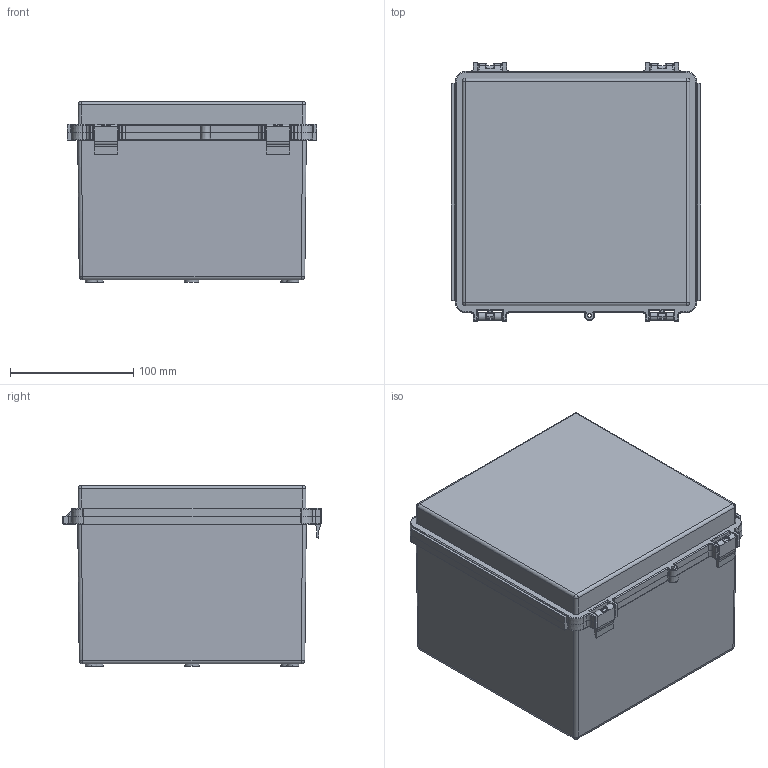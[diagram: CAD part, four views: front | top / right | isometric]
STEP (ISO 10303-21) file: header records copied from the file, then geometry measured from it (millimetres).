
FILE_DESCRIPTION (( 'STEP AP214' ), '1' );
FILE_NAME ('B005UPC5CG.3D.STP', '2013-10-05T07:19:03', ( '' ), ( '' ), 'SwSTEP 2.0', 'SolidWorks 2012', '' );
FILE_SCHEMA (( 'AUTOMOTIVE_DESIGN' ));
Length unit declared in the file: inch
Products named in the file (1): B005UPC5CG.3D
Bounding box: 203.13 x 210.11 x 146.99 mm (x, y, z)
Volume: 571622.1 mm3; surface area: 372931.1 mm2
Topology: 1 solids, 3 shells, 655 faces, 1679 edges, 1031 vertices
Faces by surface type: cylinder 245, plane 211, torus 87, cone 72, sphere 40
Entity records: 19767 total; most frequent: CARTESIAN_POINT 3916, DIRECTION 3488, ORIENTED_EDGE 3262, EDGE_CURVE 1631, AXIS2_PLACEMENT_3D 1346, VERTEX_POINT 1007, LINE 796, VECTOR 796
